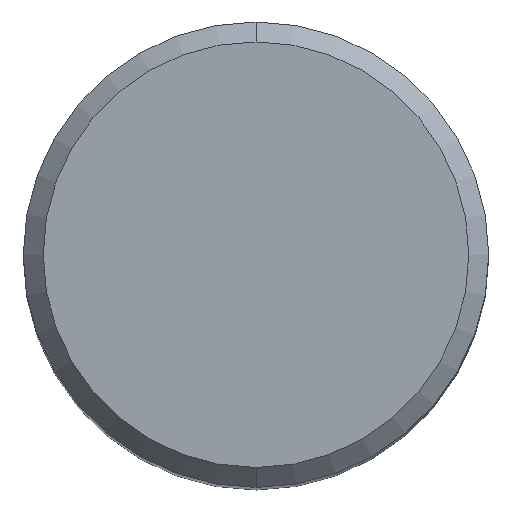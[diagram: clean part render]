
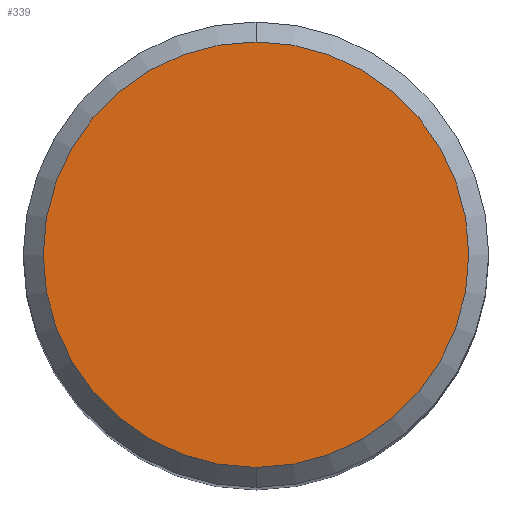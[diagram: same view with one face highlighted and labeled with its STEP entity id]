
A CAD part, top view. The second image highlights one B-rep face of the part: STEP entity #339.
In plain terms, the highlighted planar face has unit normal (0, 0, 1).
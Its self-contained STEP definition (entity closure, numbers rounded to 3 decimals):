
#175=EDGE_CURVE('',#349,#245,#466,.T.);
#229=EDGE_CURVE('',#245,#349,#526,.T.);
#245=VERTEX_POINT('',#545);
#339=ADVANCED_FACE('',(#649),#650,.T.);
#349=VERTEX_POINT('',#660);
#466=CIRCLE('',#790,6.4);
#526=CIRCLE('',#952,6.4);
#545=CARTESIAN_POINT('',(0.,-6.4,0.));
#649=FACE_OUTER_BOUND('',#1213,.T.);
#650=PLANE('',#1214);
#660=CARTESIAN_POINT('',(0.0,6.4,0.));
#790=AXIS2_PLACEMENT_3D('',#1444,#1445,#1446);
#952=AXIS2_PLACEMENT_3D('',#1517,#1518,#1519);
#1213=EDGE_LOOP('',(#1658,#1659));
#1214=AXIS2_PLACEMENT_3D('',#1660,#1661,#1662);
#1444=CARTESIAN_POINT('',(0.0,0.0,0.));
#1445=DIRECTION('',(0.0,0.0,-1.0));
#1446=DIRECTION('',(0.0,1.0,0.0));
#1517=CARTESIAN_POINT('',(0.0,0.0,0.));
#1518=DIRECTION('',(0.0,0.0,-1.0));
#1519=DIRECTION('',(0.0,1.0,0.0));
#1658=ORIENTED_EDGE('',*,*,#175,.F.);
#1659=ORIENTED_EDGE('',*,*,#229,.F.);
#1660=CARTESIAN_POINT('',(0.0,3.2,0.));
#1661=DIRECTION('',(-0.0,0.0,1.0));
#1662=DIRECTION('',(0.0,-1.0,0.0));
